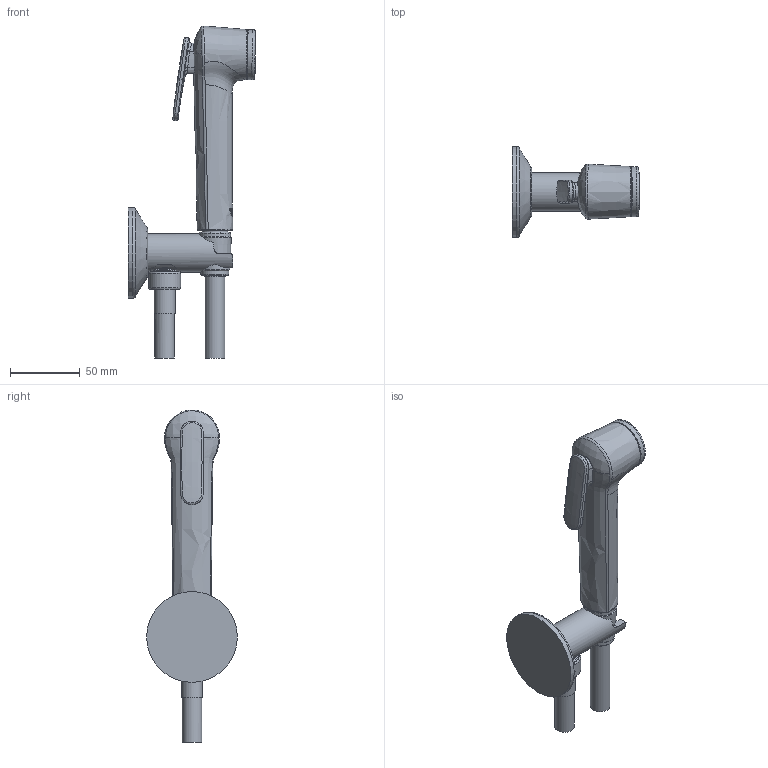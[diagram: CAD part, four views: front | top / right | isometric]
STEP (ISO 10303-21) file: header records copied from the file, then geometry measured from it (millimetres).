
FILE_DESCRIPTION(/* description */ ('Unknown'),/* implementation_level */ '2;1');
FILE_NAME(/* name */ '26358000',/* time_stamp */ '2022-09-08T12:20:50+02:00',/* author */ ('Unknown'),/* organization */ ('GROHE AG'),/* preprocessor_version */ 'ST-DEVELOPER v16.7',/* originating_system */ 'DEX',/* authorisation */ $);
FILE_SCHEMA (('AUTOMOTIVE_DESIGN {1 0 10303 214 3 1 1}'));
Length unit declared in the file: millimetre
Products named in the file (5): 26358000; id50; A4285850_trigger_G5_in 3in1 valve_141202_17; ales10C8F4B4mdn6
Assembly tree (4 placements, depth 2):
  26358000
    26358000
    id50
    A4285850_trigger_G5_in 3in1 valve_141202_17
    ales10C8F4B4mdn6
Bounding box: 91.62 x 65 x 237.72 mm (x, y, z)
Volume: 13132.6 mm3; surface area: 44086.5 mm2
Topology: 1 solids, 41 shells, 329 faces, 1368 edges, 1067 vertices
Faces by surface type: bspline 109, plane 79, cone 63, torus 44, cylinder 33, sphere 1
Full cylindrical faces by diameter (mm): 14 x2, 15 x2, 18.2 x1, 19.9 x1, 22.6 x1, 23 x1, 27.7 x1, 32 x1, 35.888 x1, 65 x1
Entity records: 26272 total; most frequent: CARTESIAN_POINT 16763, ORIENTED_EDGE 1638, EDGE_CURVE 1194, DIRECTION 1141, VERTEX_POINT 1004, B_SPLINE_CURVE_WITH_KNOTS 753, EDGE_LOOP 523, FACE_BOUND 523
